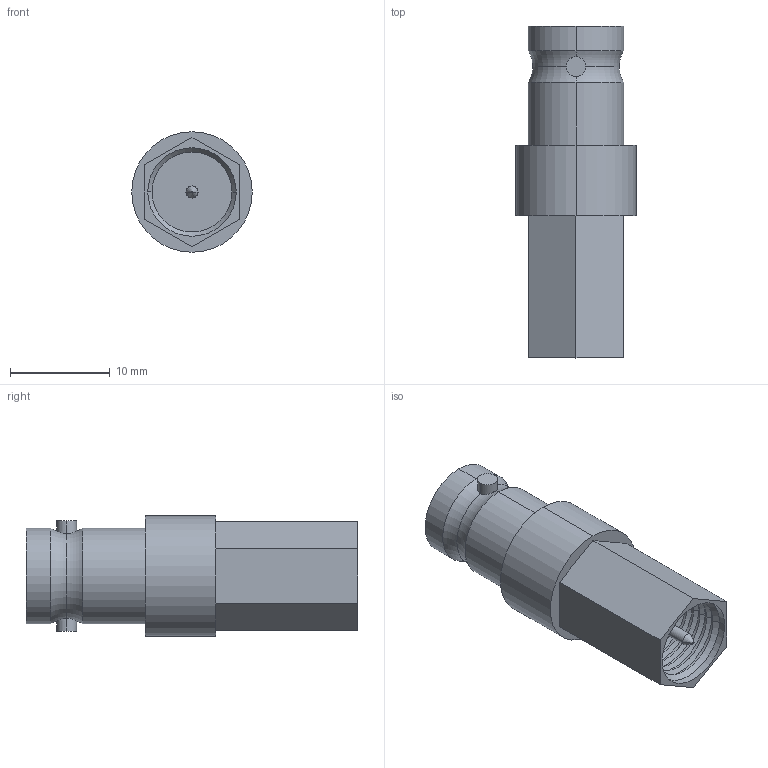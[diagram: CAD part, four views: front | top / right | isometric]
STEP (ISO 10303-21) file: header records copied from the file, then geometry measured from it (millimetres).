
FILE_DESCRIPTION (( 'STEP AP203' ), '1' );
FILE_NAME ('BA8016.STEP', '2006-06-23T18:21:01', ( 'lcom' ), ( 'lcom' ), 'SwSTEP 2.0', 'SolidWorks 2006004', '' );
FILE_SCHEMA (( 'CONFIG_CONTROL_DESIGN' ));
Length unit declared in the file: inch
Products named in the file (3): BA8016; BA8016-MA2; BA8016-MA1
Assembly tree (2 placements, depth 2):
  BA8016
    BA8016-MA2
    BA8016-MA1
Bounding box: 12.06 x 33.22 x 12.06 mm (x, y, z)
Volume: 1763.2 mm3; surface area: 2285.3 mm2
Topology: 2 solids, 2 shells, 114 faces, 240 edges, 140 vertices
Faces by surface type: cylinder 46, cone 38, plane 26, torus 4
Entity records: 3401 total; most frequent: CARTESIAN_POINT 595, DIRECTION 584, ORIENTED_EDGE 480, AXIS2_PLACEMENT_3D 241, EDGE_CURVE 240, VERTEX_POINT 140, EDGE_LOOP 124, CIRCLE 122
